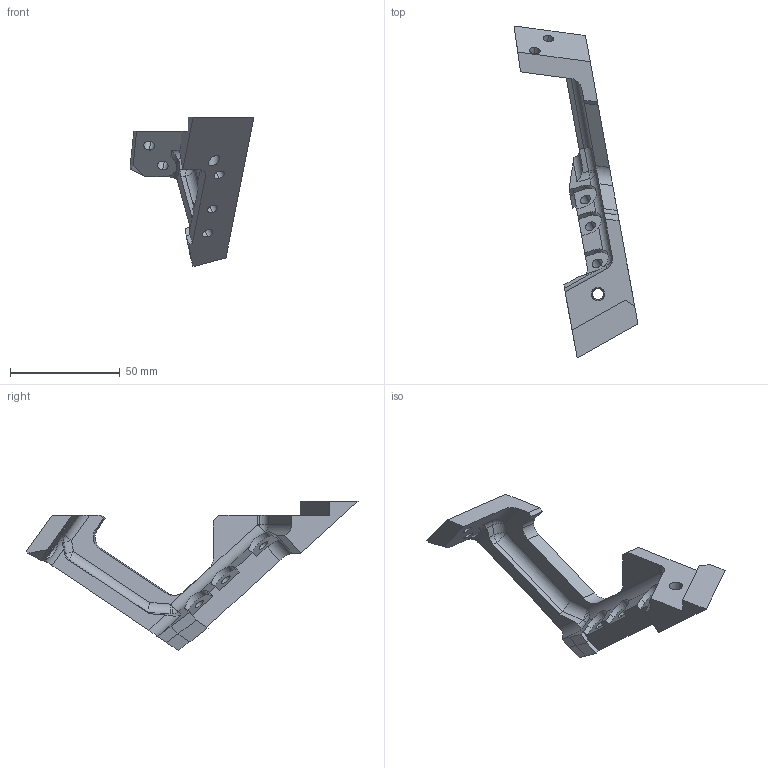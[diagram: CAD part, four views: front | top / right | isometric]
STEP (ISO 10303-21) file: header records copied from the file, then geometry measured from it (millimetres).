
FILE_DESCRIPTION (( 'STEP AP214' ), '1' );
FILE_NAME ('Right AUX Support Bracket, Lower, Outboard.STEP', '2021-12-18T21:00:08', ( '' ), ( '' ), 'SwSTEP 2.0', 'SolidWorks 2022', '' );
FILE_SCHEMA (( 'AUTOMOTIVE_DESIGN' ));
Length unit declared in the file: inch
Products named in the file (1): Right AUX Support Bracket, Lower, Outboard
Bounding box: 56.5 x 151.47 x 68.08 mm (x, y, z)
Volume: 38305.8 mm3; surface area: 14637.5 mm2
Topology: 1 solids, 1 shells, 90 faces, 246 edges, 159 vertices
Faces by surface type: plane 44, cylinder 34, sphere 6, bspline 4, cone 2
Entity records: 3012 total; most frequent: CARTESIAN_POINT 737, ORIENTED_EDGE 492, DIRECTION 437, EDGE_CURVE 246, VERTEX_POINT 159, VECTOR 149, LINE 149, AXIS2_PLACEMENT_3D 144
